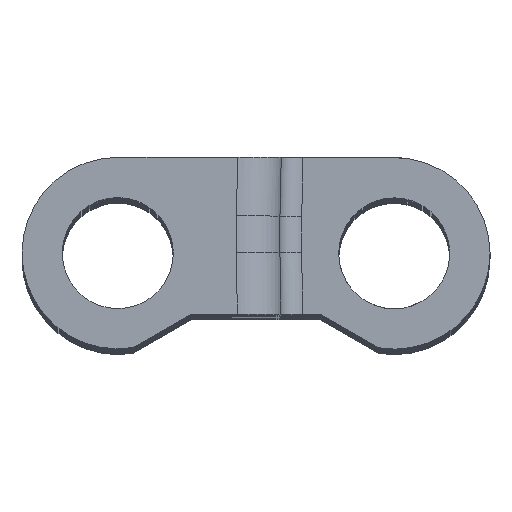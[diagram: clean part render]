
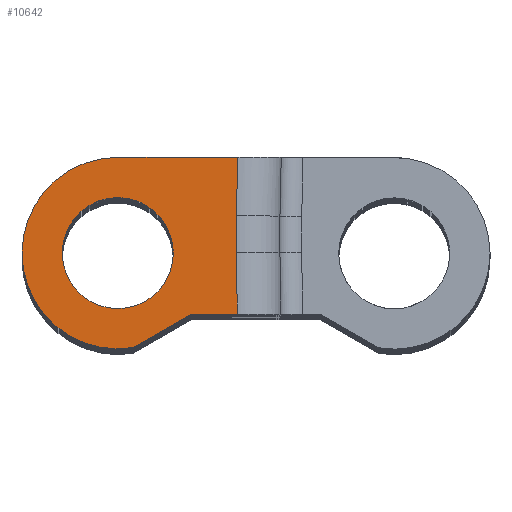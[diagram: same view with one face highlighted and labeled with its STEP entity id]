
A CAD part, top view. The second image highlights one B-rep face of the part: STEP entity #10642.
In plain terms, the highlighted planar face has unit normal (0, 0, 1).
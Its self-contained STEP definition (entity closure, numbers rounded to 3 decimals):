
#96 = VECTOR ( 'NONE', #13599, 1000. ) ;
#240 = FACE_OUTER_BOUND ( 'NONE', #11947, .T. ) ;
#531 = CARTESIAN_POINT ( 'NONE',  ( 10.191, 17.292, 76.2 ) ) ;
#837 = ORIENTED_EDGE ( 'NONE', *, *, #8141, .T. ) ;
#1248 = VECTOR ( 'NONE', #14527, 1000. ) ;
#1270 = CARTESIAN_POINT ( 'NONE',  ( 13.585, 14.492, 76.2 ) ) ;
#1687 = VECTOR ( 'NONE', #19556, 1000. ) ;
#1943 = ORIENTED_EDGE ( 'NONE', *, *, #8820, .T. ) ;
#2169 = FACE_BOUND ( 'NONE', #3257, .T. ) ;
#2382 = VECTOR ( 'NONE', #20376, 1000. ) ;
#2473 = EDGE_CURVE ( 'NONE', #3569, #12104, #22255, .T. ) ;
#2749 = CIRCLE ( 'NONE', #7619, 4.4 ) ;
#3257 = EDGE_LOOP ( 'NONE', ( #14188, #14735 ) ) ;
#3569 = VERTEX_POINT ( 'NONE', #17445 ) ;
#3587 = DIRECTION ( 'NONE',  ( 1., 0., 0. ) ) ;
#3791 = ORIENTED_EDGE ( 'NONE', *, *, #21057, .T. ) ;
#3798 = CARTESIAN_POINT ( 'NONE',  ( 15.641, 18.992, 76.2 ) ) ;
#4242 = CARTESIAN_POINT ( 'NONE',  ( 10.919, 12.952, 76.2 ) ) ;
#4783 = VERTEX_POINT ( 'NONE', #5147 ) ;
#5000 = DIRECTION ( 'NONE',  ( 1., 0., 0. ) ) ;
#5147 = CARTESIAN_POINT ( 'NONE',  ( 15.641, 19.014, 76.2 ) ) ;
#5204 = ORIENTED_EDGE ( 'NONE', *, *, #13998, .T. ) ;
#5399 = CIRCLE ( 'NONE', #9814, 2.55 ) ;
#5577 = PLANE ( 'NONE',  #8606 ) ;
#5916 = ORIENTED_EDGE ( 'NONE', *, *, #9577, .T. ) ;
#6288 = CARTESIAN_POINT ( 'NONE',  ( 15.641, 17.308, 76.2 ) ) ;
#6503 = CARTESIAN_POINT ( 'NONE',  ( 15.7, 21.692, 76.2 ) ) ;
#7553 = DIRECTION ( 'NONE',  ( 0., 0., 1. ) ) ;
#7619 = AXIS2_PLACEMENT_3D ( 'NONE', #10278, #18992, #5000 ) ;
#8141 = EDGE_CURVE ( 'NONE', #22116, #10477, #9437, .T. ) ;
#8587 = VERTEX_POINT ( 'NONE', #11503 ) ;
#8606 = AXIS2_PLACEMENT_3D ( 'NONE', #531, #7553, #9359 ) ;
#8637 = DIRECTION ( 'NONE',  ( 0.022, 1., 0. ) ) ;
#8820 = EDGE_CURVE ( 'NONE', #10477, #8587, #19550, .T. ) ;
#8976 = EDGE_CURVE ( 'NONE', #10812, #12145, #12454, .T. ) ;
#9085 = CARTESIAN_POINT ( 'NONE',  ( 10.191, 17.292, 76.2 ) ) ;
#9359 = DIRECTION ( 'NONE',  ( 1., 0., 0. ) ) ;
#9437 = LINE ( 'NONE', #4242, #96 ) ;
#9577 = EDGE_CURVE ( 'NONE', #4783, #20009, #9647, .T. ) ;
#9647 = LINE ( 'NONE', #14082, #21963 ) ;
#9698 = EDGE_CURVE ( 'NONE', #16169, #4783, #11027, .T. ) ;
#9758 = DIRECTION ( 'NONE',  ( 1., 0., 0. ) ) ;
#9814 = AXIS2_PLACEMENT_3D ( 'NONE', #20820, #20594, #10333 ) ;
#10278 = CARTESIAN_POINT ( 'NONE',  ( 10.191, 17.292, 76.2 ) ) ;
#10333 = DIRECTION ( 'NONE',  ( 1., 0., 0. ) ) ;
#10477 = VERTEX_POINT ( 'NONE', #1270 ) ;
#10529 = VECTOR ( 'NONE', #3587, 1000. ) ;
#10642 = ADVANCED_FACE ( 'NONE', ( #240, #2169 ), #5577, .T. ) ;
#10812 = VERTEX_POINT ( 'NONE', #11377 ) ;
#11027 = LINE ( 'NONE', #3798, #1687 ) ;
#11051 = CARTESIAN_POINT ( 'NONE',  ( 5.791, 17.292, 76.2 ) ) ;
#11075 = CARTESIAN_POINT ( 'NONE',  ( 15.641, 17.294, 76.2 ) ) ;
#11377 = CARTESIAN_POINT ( 'NONE',  ( 10.191, 21.692, 76.2 ) ) ;
#11481 = DIRECTION ( 'NONE',  ( 0., 0., 1. ) ) ;
#11503 = CARTESIAN_POINT ( 'NONE',  ( 15.68, 14.492, 76.2 ) ) ;
#11947 = EDGE_LOOP ( 'NONE', ( #1943, #18976, #14120, #5916, #3791, #15860, #5204, #837 ) ) ;
#12104 = VERTEX_POINT ( 'NONE', #19830 ) ;
#12145 = VERTEX_POINT ( 'NONE', #11051 ) ;
#12454 = CIRCLE ( 'NONE', #20914, 4.4 ) ;
#13322 = CARTESIAN_POINT ( 'NONE',  ( 10.191, 17.292, 76.2 ) ) ;
#13513 = CARTESIAN_POINT ( 'NONE',  ( 10.191, 21.692, 76.2 ) ) ;
#13599 = DIRECTION ( 'NONE',  ( 0.866, 0.5, 0. ) ) ;
#13998 = EDGE_CURVE ( 'NONE', #12145, #22116, #2749, .T. ) ;
#14082 = CARTESIAN_POINT ( 'NONE',  ( 15.701, 21.736, 76.2 ) ) ;
#14094 = CARTESIAN_POINT ( 'NONE',  ( 13.585, 14.492, 76.2 ) ) ;
#14120 = ORIENTED_EDGE ( 'NONE', *, *, #9698, .T. ) ;
#14164 = DIRECTION ( 'NONE',  ( 1., 0., 0. ) ) ;
#14188 = ORIENTED_EDGE ( 'NONE', *, *, #17037, .F. ) ;
#14386 = DIRECTION ( 'NONE',  ( 0., 0., 1. ) ) ;
#14527 = DIRECTION ( 'NONE',  ( -0.014, 1., 0. ) ) ;
#14735 = ORIENTED_EDGE ( 'NONE', *, *, #2473, .F. ) ;
#15860 = ORIENTED_EDGE ( 'NONE', *, *, #8976, .T. ) ;
#16169 = VERTEX_POINT ( 'NONE', #6288 ) ;
#16934 = LINE ( 'NONE', #13513, #2382 ) ;
#17037 = EDGE_CURVE ( 'NONE', #12104, #3569, #5399, .T. ) ;
#17445 = CARTESIAN_POINT ( 'NONE',  ( 12.741, 17.292, 76.2 ) ) ;
#18976 = ORIENTED_EDGE ( 'NONE', *, *, #21910, .T. ) ;
#18992 = DIRECTION ( 'NONE',  ( 0., 0., 1. ) ) ;
#19550 = LINE ( 'NONE', #14094, #10529 ) ;
#19556 = DIRECTION ( 'NONE',  ( 0., 1., 0. ) ) ;
#19830 = CARTESIAN_POINT ( 'NONE',  ( 7.641, 17.292, 76.2 ) ) ;
#20009 = VERTEX_POINT ( 'NONE', #6503 ) ;
#20376 = DIRECTION ( 'NONE',  ( -1., 0., 0. ) ) ;
#20594 = DIRECTION ( 'NONE',  ( 0., 0., 1. ) ) ;
#20820 = CARTESIAN_POINT ( 'NONE',  ( 10.191, 17.292, 76.2 ) ) ;
#20914 = AXIS2_PLACEMENT_3D ( 'NONE', #9085, #14386, #14164 ) ;
#21057 = EDGE_CURVE ( 'NONE', #20009, #10812, #16934, .T. ) ;
#21836 = CARTESIAN_POINT ( 'NONE',  ( 10.919, 12.952, 76.2 ) ) ;
#21910 = EDGE_CURVE ( 'NONE', #8587, #16169, #22365, .T. ) ;
#21963 = VECTOR ( 'NONE', #8637, 1000. ) ;
#22116 = VERTEX_POINT ( 'NONE', #21836 ) ;
#22255 = CIRCLE ( 'NONE', #22394, 2.55 ) ;
#22365 = LINE ( 'NONE', #11075, #1248 ) ;
#22394 = AXIS2_PLACEMENT_3D ( 'NONE', #13322, #11481, #9758 ) ;
